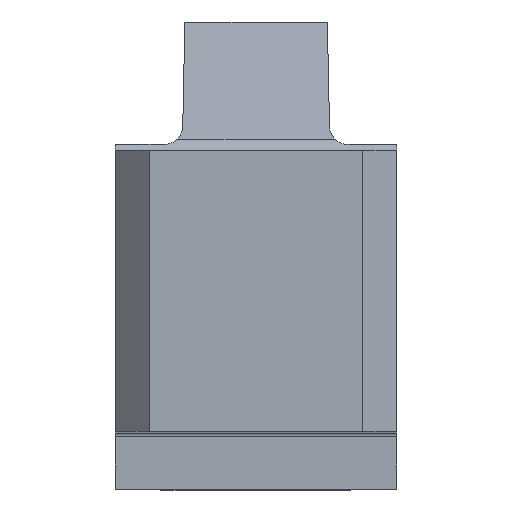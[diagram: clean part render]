
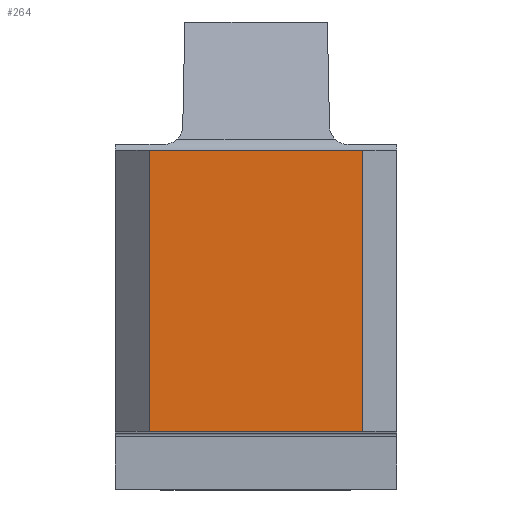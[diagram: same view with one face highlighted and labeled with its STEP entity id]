
A CAD part, top view. The second image highlights one B-rep face of the part: STEP entity #264.
In plain terms, the highlighted planar face has unit normal (0, 0, 1).
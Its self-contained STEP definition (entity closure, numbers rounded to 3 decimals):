
#264=ADVANCED_FACE('CU_BACK_SU1',(#437),#374,.F.);
#374=PLANE('',#2188);
#437=FACE_OUTER_BOUND('',#539,.T.);
#539=EDGE_LOOP('',(#742,#743,#744,#745));
#742=ORIENTED_EDGE('',*,*,#1507,.F.);
#743=ORIENTED_EDGE('',*,*,#1508,.T.);
#744=ORIENTED_EDGE('',*,*,#1509,.T.);
#745=ORIENTED_EDGE('',*,*,#1510,.F.);
#1310=VERTEX_POINT('',#3043);
#1311=VERTEX_POINT('',#3044);
#1312=VERTEX_POINT('',#3046);
#1313=VERTEX_POINT('',#3048);
#1507=EDGE_CURVE('',#1310,#1311,#1785,.T.);
#1508=EDGE_CURVE('',#1310,#1312,#1786,.T.);
#1509=EDGE_CURVE('',#1312,#1313,#1787,.T.);
#1510=EDGE_CURVE('',#1311,#1313,#1788,.T.);
#1785=LINE('',#3042,#1952);
#1786=LINE('',#3045,#1953);
#1787=LINE('',#3047,#1954);
#1788=LINE('',#3049,#1955);
#1952=VECTOR('',#2433,1.);
#1953=VECTOR('',#2434,1.);
#1954=VECTOR('',#2435,1.);
#1955=VECTOR('',#2436,1.);
#2188=AXIS2_PLACEMENT_3D('',#3050,#2437,#2438);
#2433=DIRECTION('',(0.,1.,0.));
#2434=DIRECTION('',(1.,0.,0.));
#2435=DIRECTION('',(0.,1.,0.));
#2436=DIRECTION('',(1.,0.,0.));
#2437=DIRECTION('',(0.,0.,-1.));
#2438=DIRECTION('',(-1.,0.,0.));
#3042=CARTESIAN_POINT('',(-21.925,0.,0.));
#3043=CARTESIAN_POINT('',(-21.925,0.,0.));
#3044=CARTESIAN_POINT('',(-21.925,24.925,0.));
#3045=CARTESIAN_POINT('',(-110.,0.,0.));
#3046=CARTESIAN_POINT('',(-3.,0.,0.));
#3047=CARTESIAN_POINT('',(-3.,0.,0.));
#3048=CARTESIAN_POINT('',(-3.,24.925,0.));
#3049=CARTESIAN_POINT('',(-110.,24.925,0.));
#3050=CARTESIAN_POINT('',(13.94,36.465,0.));
